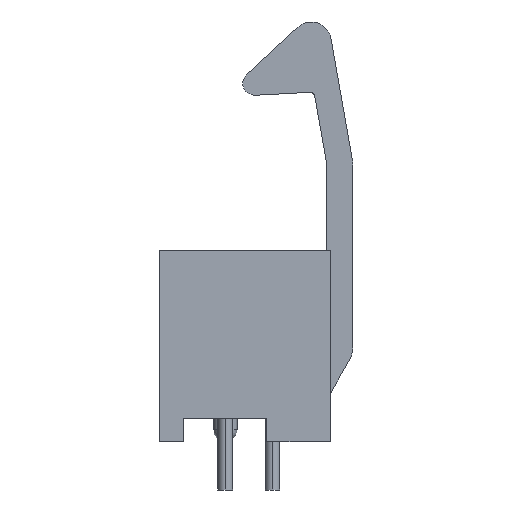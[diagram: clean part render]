
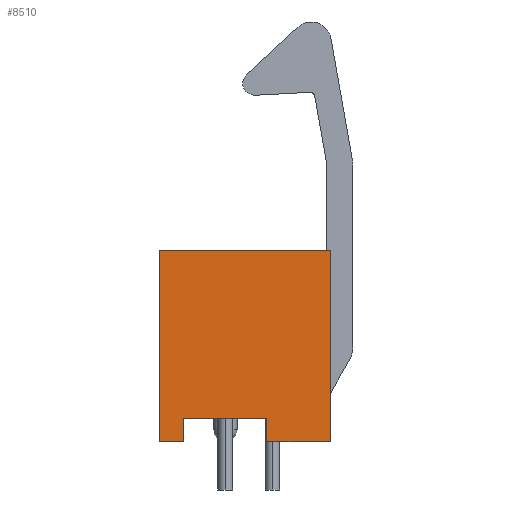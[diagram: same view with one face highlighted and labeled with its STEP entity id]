
A CAD part, left-side view. The second image highlights one B-rep face of the part: STEP entity #8510.
In plain terms, the highlighted planar face has unit normal (-1, 0, 0).
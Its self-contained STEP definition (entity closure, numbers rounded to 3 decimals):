
#5836=CARTESIAN_POINT('',(-25.4,-0.965,1.27));
#5837=VERTEX_POINT('',#5836);
#5844=CARTESIAN_POINT('',(-25.4,3.505,1.27));
#5845=VERTEX_POINT('',#5844);
#5846=CARTESIAN_POINT('',(-25.4,-0.965,1.27));
#5847=DIRECTION('',(0.0,1.0,0.0));
#5848=VECTOR('',#5847,4.47);
#5849=LINE('',#5846,#5848);
#5850=EDGE_CURVE('',#5837,#5845,#5849,.T.);
#6264=CARTESIAN_POINT('',(-25.4,4.826,10.262));
#6265=VERTEX_POINT('',#6264);
#6272=CARTESIAN_POINT('',(-25.4,-4.369,10.262));
#6273=VERTEX_POINT('',#6272);
#6274=CARTESIAN_POINT('',(-25.4,4.826,10.262));
#6275=DIRECTION('',(0.0,-1.0,0.0));
#6276=VECTOR('',#6275,9.195);
#6277=LINE('',#6274,#6276);
#6278=EDGE_CURVE('',#6265,#6273,#6277,.T.);
#7245=CARTESIAN_POINT('',(-25.4,-4.369,0.0));
#7246=VERTEX_POINT('',#7245);
#7247=CARTESIAN_POINT('',(-25.4,-4.369,10.262));
#7248=DIRECTION('',(0.0,0.0,-1.0));
#7249=VECTOR('',#7248,10.262);
#7250=LINE('',#7247,#7249);
#7251=EDGE_CURVE('',#6273,#7246,#7250,.T.);
#8318=CARTESIAN_POINT('',(-25.4,3.505,0.0));
#8319=VERTEX_POINT('',#8318);
#8326=CARTESIAN_POINT('',(-25.4,4.826,0.0));
#8327=VERTEX_POINT('',#8326);
#8328=CARTESIAN_POINT('',(-25.4,4.826,0.0));
#8329=DIRECTION('',(0.0,-1.0,0.0));
#8330=VECTOR('',#8329,1.321);
#8331=LINE('',#8328,#8330);
#8332=EDGE_CURVE('',#8327,#8319,#8331,.T.);
#8421=CARTESIAN_POINT('',(-25.4,-0.965,0.0));
#8422=VERTEX_POINT('',#8421);
#8423=CARTESIAN_POINT('',(-25.4,-0.965,0.0));
#8424=DIRECTION('',(0.0,-1.0,0.0));
#8425=VECTOR('',#8424,3.404);
#8426=LINE('',#8423,#8425);
#8427=EDGE_CURVE('',#8422,#7246,#8426,.T.);
#8475=CARTESIAN_POINT('',(-25.4,3.505,0.0));
#8476=DIRECTION('',(0.0,0.0,1.0));
#8477=VECTOR('',#8476,1.27);
#8478=LINE('',#8475,#8477);
#8479=EDGE_CURVE('',#8319,#5845,#8478,.T.);
#8485=CARTESIAN_POINT('',(-25.4,-4.829,10.775));
#8486=DIRECTION('',(-1.0,0.0,0.0));
#8487=DIRECTION('',(0.0,0.0,-1.0));
#8488=AXIS2_PLACEMENT_3D('',#8485,#8486,#8487);
#8489=PLANE('',#8488);
#8490=ORIENTED_EDGE('',*,*,#8479,.T.);
#8491=ORIENTED_EDGE('',*,*,#5850,.F.);
#8492=CARTESIAN_POINT('',(-25.4,-0.965,0.0));
#8493=DIRECTION('',(0.0,0.0,1.0));
#8494=VECTOR('',#8493,1.27);
#8495=LINE('',#8492,#8494);
#8496=EDGE_CURVE('',#8422,#5837,#8495,.T.);
#8497=ORIENTED_EDGE('',*,*,#8496,.F.);
#8498=ORIENTED_EDGE('',*,*,#8427,.T.);
#8499=ORIENTED_EDGE('',*,*,#7251,.F.);
#8500=ORIENTED_EDGE('',*,*,#6278,.F.);
#8501=CARTESIAN_POINT('',(-25.4,4.826,0.0));
#8502=DIRECTION('',(0.0,0.0,1.0));
#8503=VECTOR('',#8502,10.262);
#8504=LINE('',#8501,#8503);
#8505=EDGE_CURVE('',#8327,#6265,#8504,.T.);
#8506=ORIENTED_EDGE('',*,*,#8505,.F.);
#8507=ORIENTED_EDGE('',*,*,#8332,.T.);
#8508=EDGE_LOOP('',(#8490,#8491,#8497,#8498,#8499,#8500,#8506,#8507));
#8509=FACE_OUTER_BOUND('',#8508,.T.);
#8510=ADVANCED_FACE('',(#8509),#8489,.T.);
